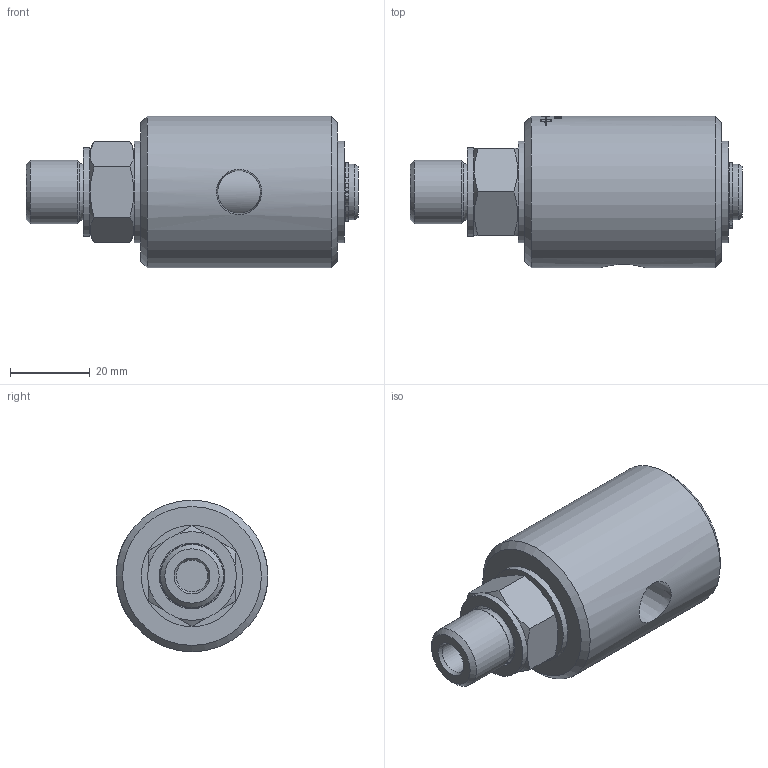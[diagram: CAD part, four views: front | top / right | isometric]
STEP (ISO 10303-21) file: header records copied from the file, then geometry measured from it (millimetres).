
FILE_DESCRIPTION(/* description */ (''),/* implementation_level */ '2;1');
FILE_NAME(/* name */ '17-025-012-IC.stp',/* time_stamp */ '2020-05-21T13:18:10-05:00',/* author */ ('manton'),/* organization */ (''),/* preprocessor_version */ 'ST-DEVELOPER v18',/* originating_system */ 'Autodesk Inventor 2020',/* authorisation */ '');
FILE_SCHEMA (('AUTOMOTIVE_DESIGN { 1 0 10303 214 3 1 1 }'));
Products named in the file (1): 17-025-012-IC
Bounding box: 83.2 x 38 x 38 mm (x, y, z)
Volume: 63764.5 mm3; surface area: 11258.1 mm2
Topology: 1 solids, 1 shells, 317 faces, 845 edges, 568 vertices
Faces by surface type: bspline 152, plane 105, cylinder 48, cone 11, torus 1
Full cylindrical faces by diameter (mm): 1.194 x2, 8 x1, 10.719 x1, 12.6 x1, 13.983 x2, 14.25 x1, 15.839 x1, 16.5 x1, 22.2 x1, 25.4 x2, 38 x1
Entity records: 44110 total; most frequent: CARTESIAN_POINT 36700, ORIENTED_EDGE 1690, DIRECTION 1193, EDGE_CURVE 845, VERTEX_POINT 568, AXIS2_PLACEMENT_3D 436, EDGE_LOOP 359, LINE 321
